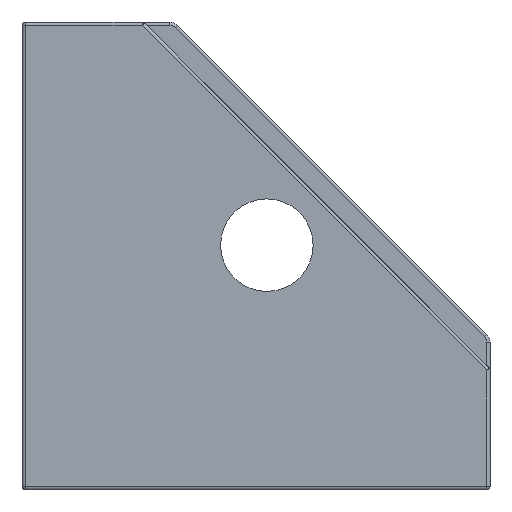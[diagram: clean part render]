
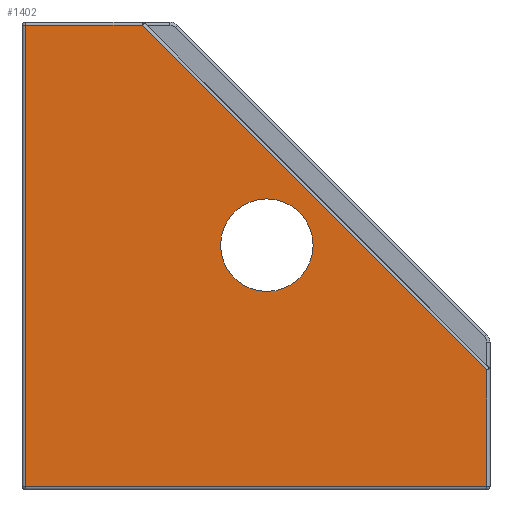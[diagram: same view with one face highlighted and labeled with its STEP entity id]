
A CAD part, front view. The second image highlights one B-rep face of the part: STEP entity #1402.
In plain terms, the highlighted planar face has unit normal (0, -1, 0).
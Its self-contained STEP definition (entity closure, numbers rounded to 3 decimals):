
#16=FACE_BOUND('',#448,.T.);
#29=PLANE('',#1584);
#67=LINE('',#2194,#162);
#84=LINE('',#2291,#179);
#86=LINE('',#2294,#181);
#93=LINE('',#2304,#188);
#98=LINE('',#2315,#193);
#162=VECTOR('',#1692,10.);
#179=VECTOR('',#1805,10.);
#181=VECTOR('',#1809,10.);
#188=VECTOR('',#1822,10.);
#193=VECTOR('',#1835,10.);
#356=FACE_OUTER_BOUND('',#447,.T.);
#447=EDGE_LOOP('',(#1157,#1158,#1159,#1160,#1161));
#448=EDGE_LOOP('',(#1162,#1163));
#549=CIRCLE('',#1585,4.25);
#550=CIRCLE('',#1586,4.25);
#595=VERTEX_POINT('',#2178);
#599=VERTEX_POINT('',#2187);
#601=VERTEX_POINT('',#2193);
#607=VERTEX_POINT('',#2207);
#611=VERTEX_POINT('',#2218);
#679=VERTEX_POINT('',#2456);
#680=VERTEX_POINT('',#2457);
#722=EDGE_CURVE('',#595,#601,#67,.T.);
#770=EDGE_CURVE('',#611,#607,#84,.T.);
#772=EDGE_CURVE('',#601,#611,#86,.T.);
#779=EDGE_CURVE('',#607,#599,#93,.T.);
#785=EDGE_CURVE('',#599,#595,#98,.T.);
#857=EDGE_CURVE('',#679,#680,#549,.T.);
#858=EDGE_CURVE('',#680,#679,#550,.T.);
#1157=ORIENTED_EDGE('',*,*,#770,.F.);
#1158=ORIENTED_EDGE('',*,*,#772,.F.);
#1159=ORIENTED_EDGE('',*,*,#722,.F.);
#1160=ORIENTED_EDGE('',*,*,#785,.F.);
#1161=ORIENTED_EDGE('',*,*,#779,.F.);
#1162=ORIENTED_EDGE('',*,*,#857,.T.);
#1163=ORIENTED_EDGE('',*,*,#858,.T.);
#1402=ADVANCED_FACE('',(#356,#16),#29,.T.);
#1584=AXIS2_PLACEMENT_3D('',#2455,#1988,#1989);
#1585=AXIS2_PLACEMENT_3D('',#2458,#1990,#1991);
#1586=AXIS2_PLACEMENT_3D('',#2459,#1992,#1993);
#1692=DIRECTION('',(0.707,0.,-0.707));
#1805=DIRECTION('',(-1.,0.,0.));
#1809=DIRECTION('',(0.,0.,-1.));
#1822=DIRECTION('',(0.,0.,1.));
#1835=DIRECTION('',(1.,0.,0.));
#1988=DIRECTION('center_axis',(0.,-1.,0.));
#1989=DIRECTION('ref_axis',(0.,0.,-1.));
#1990=DIRECTION('center_axis',(0.,1.,0.));
#1991=DIRECTION('ref_axis',(1.,0.,0.));
#1992=DIRECTION('center_axis',(0.,1.,0.));
#1993=DIRECTION('ref_axis',(1.,0.,0.));
#2178=CARTESIAN_POINT('',(11.047,0.,42.7));
#2187=CARTESIAN_POINT('',(0.3,0.,42.7));
#2193=CARTESIAN_POINT('',(42.7,0.,11.047));
#2194=CARTESIAN_POINT('',(29.667,0.,24.081));
#2207=CARTESIAN_POINT('',(0.3,0.,0.3));
#2218=CARTESIAN_POINT('',(42.7,0.,0.3));
#2291=CARTESIAN_POINT('',(30.51,0.,0.3));
#2294=CARTESIAN_POINT('',(42.7,0.,0.));
#2304=CARTESIAN_POINT('',(0.3,0.,0.));
#2315=CARTESIAN_POINT('',(28.5,0.,42.7));
#2455=CARTESIAN_POINT('Origin',(43.,0.,0.));
#2456=CARTESIAN_POINT('',(26.75,0.,22.5));
#2457=CARTESIAN_POINT('',(18.25,0.,22.5));
#2458=CARTESIAN_POINT('Origin',(22.5,0.,22.5));
#2459=CARTESIAN_POINT('Origin',(22.5,0.,22.5));
